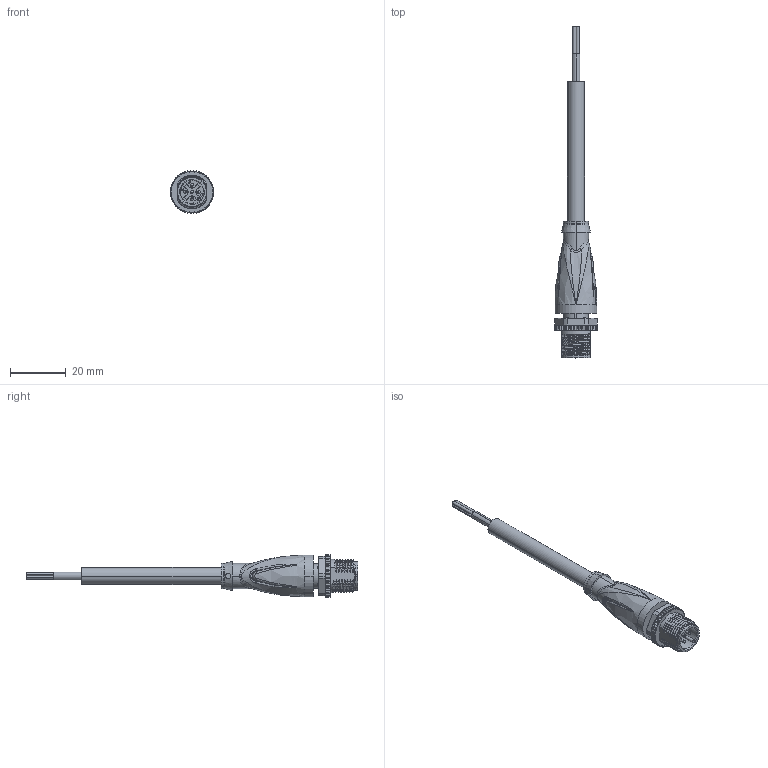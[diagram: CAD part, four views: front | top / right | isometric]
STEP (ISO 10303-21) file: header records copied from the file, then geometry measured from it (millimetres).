
FILE_DESCRIPTION(('STEP AP214'),'1');
FILE_NAME('cctmp_3CF391C7-E6AC-489C-9B59-B656AA19A3BA_2022_04_27_10_58_17_0202..stp','2022-04-27T08:58:22',('KiM GmbH'),('CADClick - www.CADClick.com'),'Spatial InterOp 3D postprocessed',' ','unknown authorization');
FILE_SCHEMA(('AUTOMOTIVE_DESIGN'));
Length unit declared in the file: millimetre
Products named in the file (7): T192616_1; Connection2; Cable; Connection1; Connection1_2; Connection1_1; T192616
Assembly tree (6 placements, depth 4):
  T192616
    T192616_1
      Connection2
      Cable
      Connection1
        Connection1_2
        Connection1_1
Bounding box: 15.4 x 119.1 x 15.37 mm (x, y, z)
Volume: 7074.4 mm3; surface area: 5774.8 mm2
Topology: 9 solids, 9 shells, 1167 faces, 3057 edges, 1930 vertices
Faces by surface type: plane 499, cylinder 282, torus 161, bspline 141, cone 70, sphere 10, extrusion 4
Entity records: 53037 total; most frequent: CARTESIAN_POINT 21583, ORIENTED_EDGE 6072, DIRECTION 5471, EDGE_CURVE 3036, AXIS2_PLACEMENT_3D 1985, VERTEX_POINT 1930, VECTOR 1501, LINE 1497
